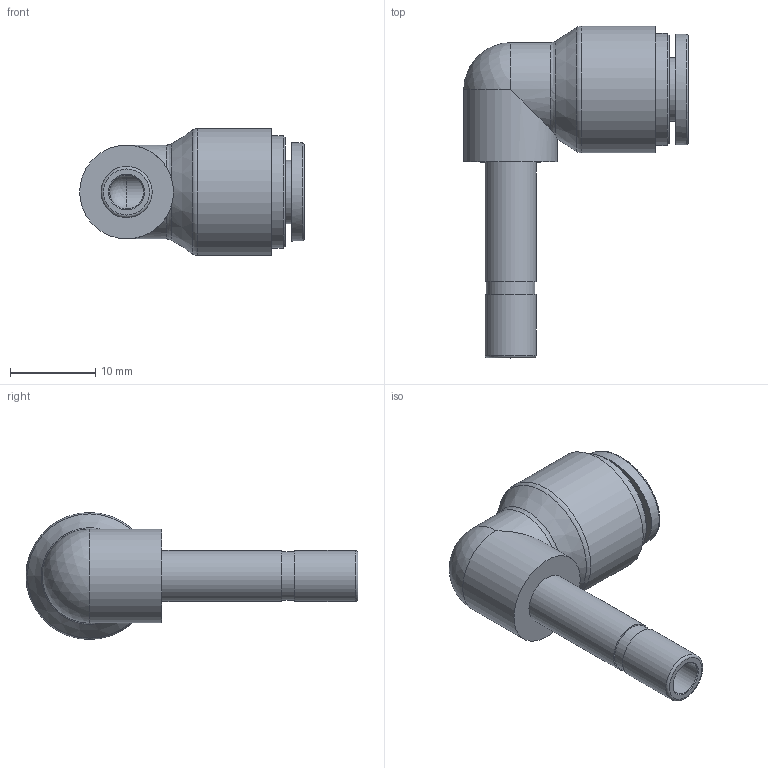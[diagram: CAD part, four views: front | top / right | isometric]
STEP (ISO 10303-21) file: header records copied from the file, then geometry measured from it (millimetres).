
FILE_DESCRIPTION((''),'2;1');
FILE_NAME('CR-PLJ 06.stp','2020-08-25T13:28:33',('user'),(''),'Autodesk Inventor 2013','Autodesk Inventor 2013','');
FILE_SCHEMA(('AUTOMOTIVE_DESIGN { 1 0 10303 214 1 1 1 1 }'));
Length unit declared in the file: millimetre
Products named in the file (5): 조립품13; CR-PLJ 06 BODY; CR-COLLAR 06; HR-Collar 06L(SUS); CR-SLEEVE 06
Assembly tree (4 placements, depth 3):
  조립품13
    CR-PLJ 06 BODY
    CR-COLLAR 06
      HR-Collar 06L(SUS)
      CR-SLEEVE 06
Bounding box: 26.35 x 38.95 x 14.9 mm (x, y, z)
Volume: 3340.3 mm3; surface area: 2974.4 mm2
Topology: 3 solids, 3 shells, 226 faces, 610 edges, 406 vertices
Faces by surface type: plane 176, cylinder 20, bspline 20, cone 5, torus 3, sphere 2
Full cylindrical faces by diameter (mm): 2 x1, 4 x2, 5.7 x1, 6 x2, 6.198 x1, 6.2 x1, 7.5 x1, 11 x1, 13.15 x1, 14.9 x1
Entity records: 7349 total; most frequent: CARTESIAN_POINT 1648, ORIENTED_EDGE 1162, DIRECTION 1095, EDGE_CURVE 581, VECTOR 487, LINE 487, VERTEX_POINT 397, AXIS2_PLACEMENT_3D 304
